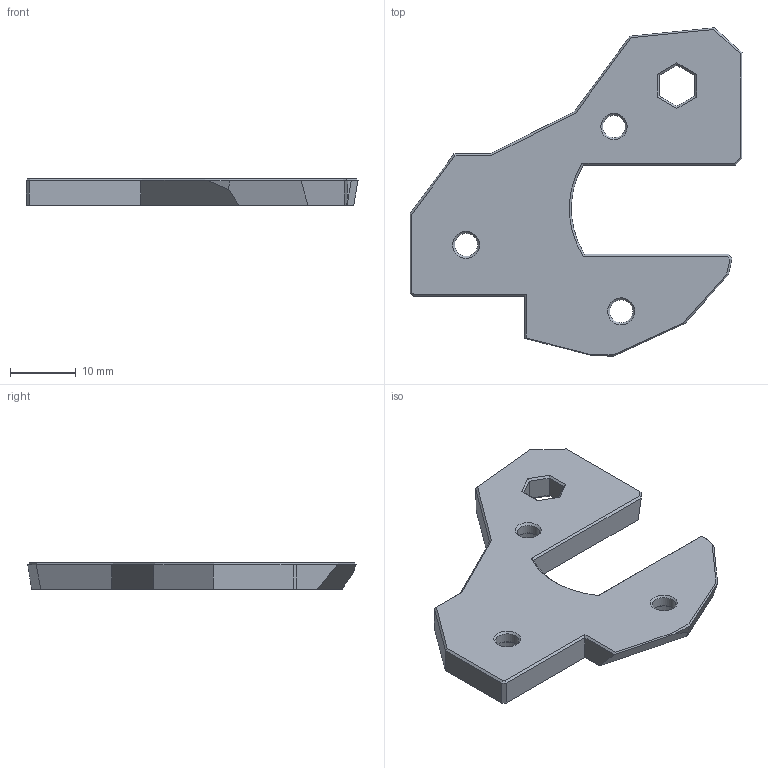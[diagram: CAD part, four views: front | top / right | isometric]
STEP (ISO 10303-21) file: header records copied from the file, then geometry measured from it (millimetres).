
FILE_DESCRIPTION(/* description */ (''),/* implementation_level */ '2;1');
FILE_NAME(/* name */ 'Z_Left_Leadscrew_Bottom_x1.step',/* time_stamp */ '2025-12-31T11:10:17-05:00',/* author */ (''),/* organization */ (''),/* preprocessor_version */ 'ST-DEVELOPER v20.1',/* originating_system */ 'Autodesk Translation Framework v14.21.0.0',/* authorisation */ '');
FILE_SCHEMA (('AUTOMOTIVE_DESIGN { 1 0 10303 214 3 1 1 }'));
Length unit declared in the file: millimetre
Products named in the file (1): Z_Left
Bounding box: 50.45 x 49.91 x 4 mm (x, y, z)
Volume: 4867.1 mm3; surface area: 3553.7 mm2
Topology: 1 solids, 1 shells, 80 faces, 199 edges, 124 vertices
Faces by surface type: plane 63, cone 10, cylinder 7
Full cylindrical faces by diameter (mm): 3.4 x1, 3.5 x2, 6 x3
Entity records: 2378 total; most frequent: CARTESIAN_POINT 404, ORIENTED_EDGE 398, DIRECTION 392, EDGE_CURVE 199, LINE 168, VECTOR 168, VERTEX_POINT 124, AXIS2_PLACEMENT_3D 112
